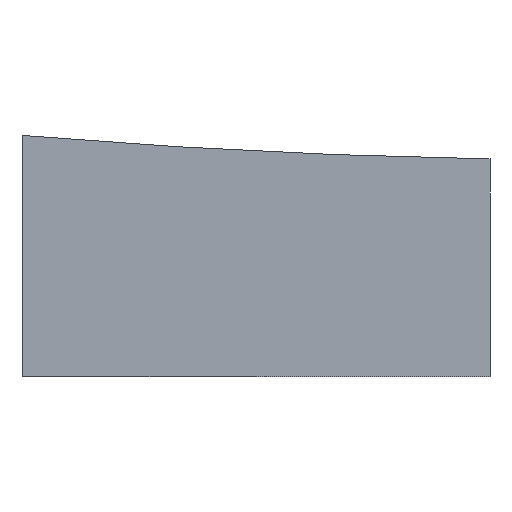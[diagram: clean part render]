
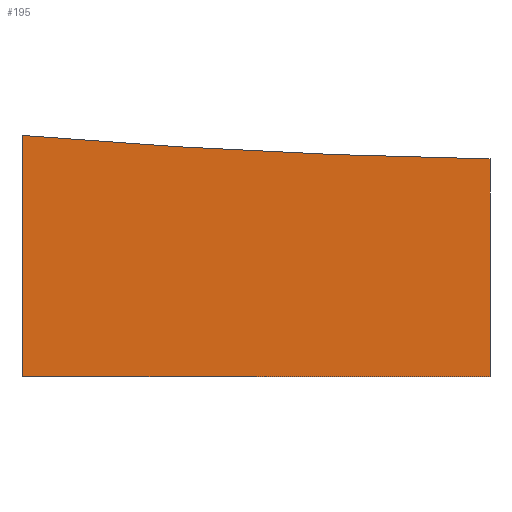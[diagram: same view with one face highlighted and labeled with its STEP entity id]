
A CAD part, front view. The second image highlights one B-rep face of the part: STEP entity #195.
In plain terms, the highlighted planar face has unit normal (0, -1, 0).
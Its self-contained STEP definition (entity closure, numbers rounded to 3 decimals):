
#2 = ORIENTED_EDGE ( 'NONE', *, *, #87, .T. ) ;
#5 = CARTESIAN_POINT ( 'NONE',  ( 15., -12.5, 299. ) ) ;
#16 = ORIENTED_EDGE ( 'NONE', *, *, #39, .F. ) ;
#19 = VECTOR ( 'NONE', #101, 1000. ) ;
#22 = CARTESIAN_POINT ( 'NONE',  ( -10., -12.5, -10. ) ) ;
#25 = FACE_OUTER_BOUND ( 'NONE', #232, .T. ) ;
#27 = CARTESIAN_POINT ( 'NONE',  ( 10., -12.5, -10. ) ) ;
#39 = EDGE_CURVE ( 'NONE', #247, #128, #130, .T. ) ;
#41 = CARTESIAN_POINT ( 'NONE',  ( -10., -12.5, 10. ) ) ;
#44 = VECTOR ( 'NONE', #264, 1000. ) ;
#48 = LINE ( 'NONE', #27, #19 ) ;
#52 = DIRECTION ( 'NONE',  ( 0., 1., 0. ) ) ;
#63 = CARTESIAN_POINT ( 'NONE',  ( 10., -12.5, 10. ) ) ;
#82 = VERTEX_POINT ( 'NONE', #182 ) ;
#87 = EDGE_CURVE ( 'NONE', #82, #136, #134, .T. ) ;
#89 = DIRECTION ( 'NONE',  ( 0., 0., -1. ) ) ;
#91 = CARTESIAN_POINT ( 'NONE',  ( 10., -12.5, -0.698 ) ) ;
#101 = DIRECTION ( 'NONE',  ( 1., 0., 0. ) ) ;
#126 = ORIENTED_EDGE ( 'NONE', *, *, #176, .T. ) ;
#127 = CIRCLE ( 'NONE', #233, 299.739 ) ;
#128 = VERTEX_POINT ( 'NONE', #221 ) ;
#130 = LINE ( 'NONE', #63, #234 ) ;
#134 = LINE ( 'NONE', #41, #44 ) ;
#136 = VERTEX_POINT ( 'NONE', #22 ) ;
#145 = ORIENTED_EDGE ( 'NONE', *, *, #219, .T. ) ;
#164 = CARTESIAN_POINT ( 'NONE',  ( 10., -12.5, 10. ) ) ;
#176 = EDGE_CURVE ( 'NONE', #136, #128, #48, .T. ) ;
#182 = CARTESIAN_POINT ( 'NONE',  ( -10., -12.5, 0.305 ) ) ;
#195 = ADVANCED_FACE ( 'NONE', ( #25 ), #251, .F. ) ;
#201 = DIRECTION ( 'NONE',  ( -1., 0., 0. ) ) ;
#205 = DIRECTION ( 'NONE',  ( 0., 1., 0. ) ) ;
#210 = AXIS2_PLACEMENT_3D ( 'NONE', #164, #52, #201 ) ;
#219 = EDGE_CURVE ( 'NONE', #247, #82, #127, .T. ) ;
#221 = CARTESIAN_POINT ( 'NONE',  ( 10., -12.5, -10. ) ) ;
#232 = EDGE_LOOP ( 'NONE', ( #16, #145, #2, #126 ) ) ;
#233 = AXIS2_PLACEMENT_3D ( 'NONE', #5, #205, #241 ) ;
#234 = VECTOR ( 'NONE', #89, 1000. ) ;
#241 = DIRECTION ( 'NONE',  ( -1., 0., 0. ) ) ;
#247 = VERTEX_POINT ( 'NONE', #91 ) ;
#251 = PLANE ( 'NONE',  #210 ) ;
#264 = DIRECTION ( 'NONE',  ( 0., 0., -1. ) ) ;
